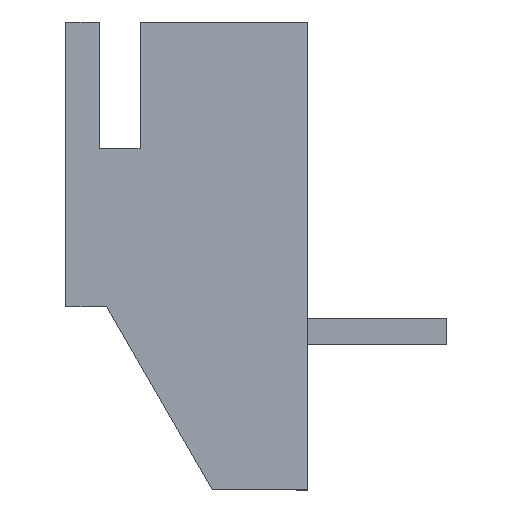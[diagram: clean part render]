
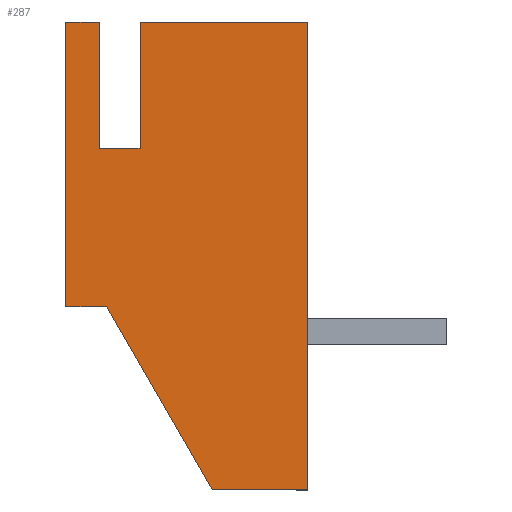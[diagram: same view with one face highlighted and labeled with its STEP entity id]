
A CAD part, left-side view. The second image highlights one B-rep face of the part: STEP entity #287.
In plain terms, the highlighted planar face has unit normal (-1, 0, 0).
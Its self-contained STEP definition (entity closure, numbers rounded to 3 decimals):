
#10 = EDGE_CURVE ( 'NONE', #30, #249, #632, .T. ) ;
#30 = VERTEX_POINT ( 'NONE', #608 ) ;
#35 = EDGE_CURVE ( 'NONE', #59, #30, #668, .T. ) ;
#59 = VERTEX_POINT ( 'NONE', #679 ) ;
#69 = EDGE_CURVE ( 'NONE', #125, #59, #727, .T. ) ;
#78 = EDGE_CURVE ( 'NONE', #85, #81, #706, .T. ) ;
#81 = VERTEX_POINT ( 'NONE', #767 ) ;
#85 = VERTEX_POINT ( 'NONE', #765 ) ;
#101 = EDGE_CURVE ( 'NONE', #81, #146, #803, .T. ) ;
#110 = VERTEX_POINT ( 'NONE', #783 ) ;
#125 = VERTEX_POINT ( 'NONE', #858 ) ;
#146 = VERTEX_POINT ( 'NONE', #830 ) ;
#169 = EDGE_CURVE ( 'NONE', #146, #110, #923, .T. ) ;
#195 = EDGE_CURVE ( 'NONE', #110, #196, #946, .T. ) ;
#196 = VERTEX_POINT ( 'NONE', #942 ) ;
#214 = ORIENTED_EDGE ( 'NONE', *, *, #169, .F. ) ;
#215 = ORIENTED_EDGE ( 'NONE', *, *, #101, .F. ) ;
#219 = EDGE_LOOP ( 'NONE', ( #288, #289, #258, #259, #293, #294, #255, #256, #214, #215 ) ) ;
#225 = EDGE_CURVE ( 'NONE', #249, #229, #962, .T. ) ;
#229 = VERTEX_POINT ( 'NONE', #1018 ) ;
#249 = VERTEX_POINT ( 'NONE', #1049 ) ;
#255 = ORIENTED_EDGE ( 'NONE', *, *, #1966, .F. ) ;
#256 = ORIENTED_EDGE ( 'NONE', *, *, #195, .F. ) ;
#258 = ORIENTED_EDGE ( 'NONE', *, *, #225, .F. ) ;
#259 = ORIENTED_EDGE ( 'NONE', *, *, #10, .F. ) ;
#278 = EDGE_CURVE ( 'NONE', #229, #85, #1089, .T. ) ;
#287 = ADVANCED_FACE ( 'NONE', ( #1080 ), #1079, .T. ) ;
#288 = ORIENTED_EDGE ( 'NONE', *, *, #78, .F. ) ;
#289 = ORIENTED_EDGE ( 'NONE', *, *, #278, .F. ) ;
#293 = ORIENTED_EDGE ( 'NONE', *, *, #35, .F. ) ;
#294 = ORIENTED_EDGE ( 'NONE', *, *, #69, .F. ) ;
#608 = CARTESIAN_POINT ( 'NONE',  ( -3.7, 5.125, 2.65 ) ) ;
#629 = DIRECTION ( 'NONE',  ( 0., -1., 0. ) ) ;
#630 = VECTOR ( 'NONE', #629, 1000. ) ;
#631 = CARTESIAN_POINT ( 'NONE',  ( -3.7, 4.125, 2.65 ) ) ;
#632 = LINE ( 'NONE', #631, #630 ) ;
#665 = DIRECTION ( 'NONE',  ( 0., 0., -1. ) ) ;
#666 = VECTOR ( 'NONE', #665, 1000. ) ;
#667 = CARTESIAN_POINT ( 'NONE',  ( -3.7, 5.125, 2.65 ) ) ;
#668 = LINE ( 'NONE', #667, #666 ) ;
#679 = CARTESIAN_POINT ( 'NONE',  ( -3.7, 5.125, 5.75 ) ) ;
#703 = DIRECTION ( 'NONE',  ( 0., 0., -1. ) ) ;
#704 = VECTOR ( 'NONE', #703, 1000. ) ;
#705 = CARTESIAN_POINT ( 'NONE',  ( -3.7, 0., -5.75 ) ) ;
#706 = LINE ( 'NONE', #705, #704 ) ;
#724 = DIRECTION ( 'NONE',  ( 0., -1., 0. ) ) ;
#725 = VECTOR ( 'NONE', #724, 1000. ) ;
#726 = CARTESIAN_POINT ( 'NONE',  ( -3.7, 5.125, 5.75 ) ) ;
#727 = LINE ( 'NONE', #726, #725 ) ;
#765 = CARTESIAN_POINT ( 'NONE',  ( -3.7, 0., 5.75 ) ) ;
#767 = CARTESIAN_POINT ( 'NONE',  ( -3.7, 0., -5.75 ) ) ;
#783 = CARTESIAN_POINT ( 'NONE',  ( -3.7, 4.95, -1.25 ) ) ;
#800 = DIRECTION ( 'NONE',  ( 0., 1., 0. ) ) ;
#801 = VECTOR ( 'NONE', #800, 1000. ) ;
#802 = CARTESIAN_POINT ( 'NONE',  ( -3.7, 2.352, -5.75 ) ) ;
#803 = LINE ( 'NONE', #802, #801 ) ;
#830 = CARTESIAN_POINT ( 'NONE',  ( -3.7, 2.352, -5.75 ) ) ;
#858 = CARTESIAN_POINT ( 'NONE',  ( -3.7, 5.95, 5.75 ) ) ;
#920 = DIRECTION ( 'NONE',  ( 0., 0.5, 0.866 ) ) ;
#921 = VECTOR ( 'NONE', #920, 1000. ) ;
#922 = CARTESIAN_POINT ( 'NONE',  ( -3.7, 4.95, -1.25 ) ) ;
#923 = LINE ( 'NONE', #922, #921 ) ;
#942 = CARTESIAN_POINT ( 'NONE',  ( -3.7, 5.95, -1.25 ) ) ;
#943 = DIRECTION ( 'NONE',  ( 0., 1., 0. ) ) ;
#944 = VECTOR ( 'NONE', #943, 1000. ) ;
#945 = CARTESIAN_POINT ( 'NONE',  ( -3.7, 5.95, -1.25 ) ) ;
#946 = LINE ( 'NONE', #945, #944 ) ;
#961 = CARTESIAN_POINT ( 'NONE',  ( -3.7, 4.125, 5.75 ) ) ;
#962 = LINE ( 'NONE', #961, #1026 ) ;
#1018 = CARTESIAN_POINT ( 'NONE',  ( -3.7, 4.125, 5.75 ) ) ;
#1025 = DIRECTION ( 'NONE',  ( 0., 0., 1. ) ) ;
#1026 = VECTOR ( 'NONE', #1025, 1000. ) ;
#1049 = CARTESIAN_POINT ( 'NONE',  ( -3.7, 4.125, 2.65 ) ) ;
#1075 = DIRECTION ( 'NONE',  ( 0., 0., 1. ) ) ;
#1076 = DIRECTION ( 'NONE',  ( -1., 0., 0. ) ) ;
#1077 = CARTESIAN_POINT ( 'NONE',  ( -3.7, 0., 5.75 ) ) ;
#1078 = AXIS2_PLACEMENT_3D ( 'NONE', #1077, #1076, #1075 ) ;
#1079 = PLANE ( 'NONE',  #1078 ) ;
#1080 = FACE_OUTER_BOUND ( 'NONE', #219, .T. ) ;
#1086 = DIRECTION ( 'NONE',  ( 0., -1., 0. ) ) ;
#1087 = VECTOR ( 'NONE', #1086, 1000. ) ;
#1088 = CARTESIAN_POINT ( 'NONE',  ( -3.7, 0., 5.75 ) ) ;
#1089 = LINE ( 'NONE', #1088, #1087 ) ;
#1921 = DIRECTION ( 'NONE',  ( 0., 0., 1. ) ) ;
#1922 = VECTOR ( 'NONE', #1921, 1000. ) ;
#1923 = CARTESIAN_POINT ( 'NONE',  ( -3.7, 5.95, 5.75 ) ) ;
#1924 = LINE ( 'NONE', #1923, #1922 ) ;
#1966 = EDGE_CURVE ( 'NONE', #196, #125, #1924, .T. ) ;
